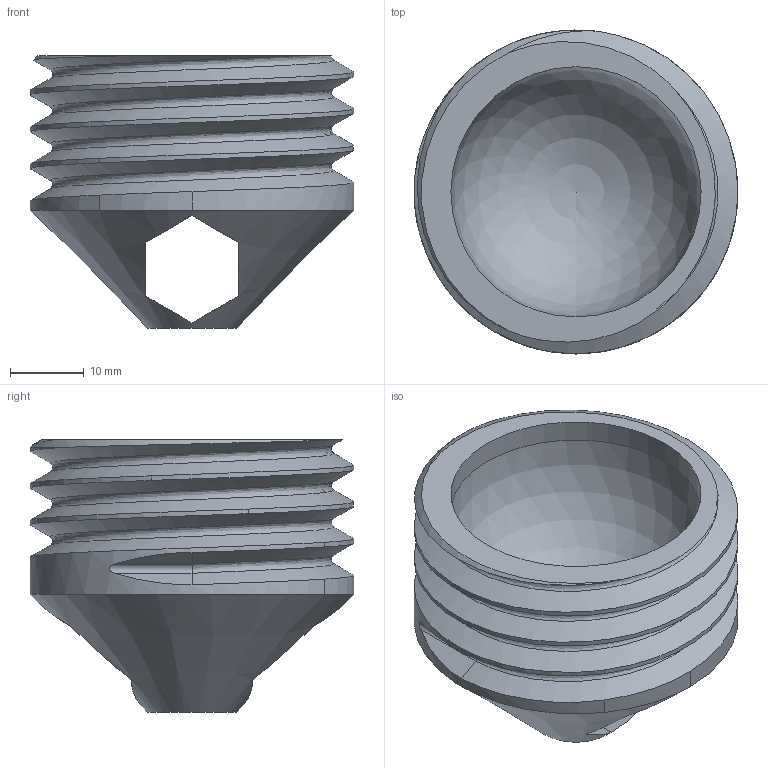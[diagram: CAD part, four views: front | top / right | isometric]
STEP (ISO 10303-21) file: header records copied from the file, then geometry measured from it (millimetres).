
FILE_DESCRIPTION(('STEP AP242'), '1');
FILE_NAME('itemBeerFloatBottom', '', ('UNSPECIFIED'), ('UNSPECIFIED'), 'C3D Converter', 'C3D Toolkit', '');
FILE_SCHEMA(('AP242_MANAGED_MODEL_BASED_3D_ENGINEERING_MIM_LF { 1 0 10303 442 1 1 4 }'));
Length unit declared in the file: millimetre
Bounding box: 44 x 44 x 37 mm (x, y, z)
Volume: 22410.9 mm3; surface area: 9634.4 mm2
Topology: 1 solids, 1 shells, 23 faces, 65 edges, 47 vertices
Faces by surface type: plane 10, cylinder 7, bspline 3, cone 2, sphere 1
Full cylindrical faces by diameter (mm): 34 x1
Entity records: 4511 total; most frequent: CARTESIAN_POINT 3963, ORIENTED_EDGE 112, DIRECTION 75, EDGE_CURVE 56, VERTEX_POINT 38, B_SPLINE_CURVE_WITH_KNOTS 34, AXIS2_PLACEMENT_3D 30, EDGE_LOOP 28
